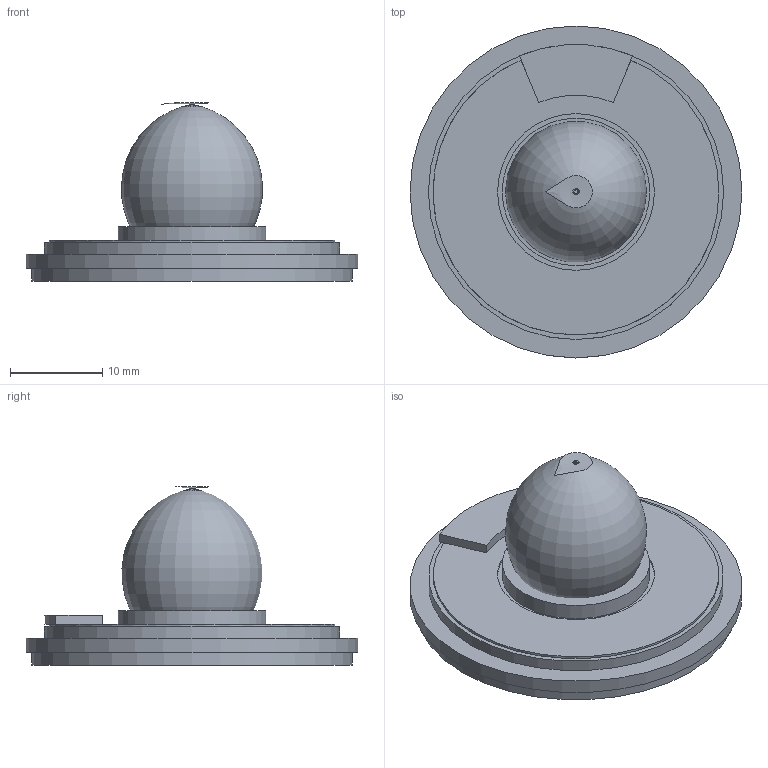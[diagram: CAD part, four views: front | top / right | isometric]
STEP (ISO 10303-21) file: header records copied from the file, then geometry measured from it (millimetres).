
FILE_DESCRIPTION(/* description */ ('Alibre Inc.'),/* implementation_level */ '2;1');
FILE_NAME(/* name */ 'export0',/* time_stamp */ '2018-10-11T20:22:15-05:00',/* author */ (''),/* organization */ (''),/* preprocessor_version */ 'ST-DEVELOPER v17',/* originating_system */ 'Alibre',/* authorisation */ '');
FILE_SCHEMA (('CONFIG_CONTROL_DESIGN'));
Length unit declared in the file: millimetre
Products named in the file (1): ID_1
Bounding box: 36 x 36 x 19.32 mm (x, y, z)
Volume: 599.9 mm3; surface area: 5981.1 mm2
Topology: 1 solids, 2 shells, 131 faces, 219 edges, 146 vertices
Faces by surface type: plane 115, cylinder 13, torus 2, cone 1
Full cylindrical faces by diameter (mm): 15.6 x1, 16 x1, 17 x1, 31 x1, 31.6 x1, 32 x1, 32.75 x2, 34.75 x1, 35.6 x1, 36 x1
Entity records: 3268 total; most frequent: CARTESIAN_POINT 1151, ORIENTED_EDGE 376, DIRECTION 255, FACE_BOUND 204, EDGE_LOOP 202, EDGE_CURVE 188, AXIS2_PLACEMENT_3D 155, VERTEX_POINT 134
